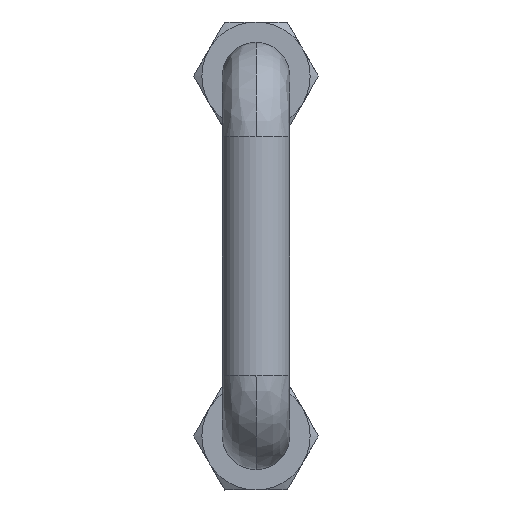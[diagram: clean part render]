
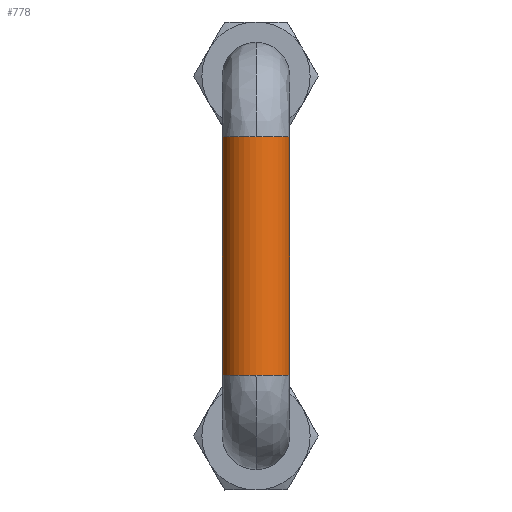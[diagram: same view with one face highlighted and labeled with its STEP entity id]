
A CAD part, left-side view. The second image highlights one B-rep face of the part: STEP entity #778.
In plain terms, the highlighted cylindrical face has radius 2.5 mm (diameter 5 mm), a partial arc.
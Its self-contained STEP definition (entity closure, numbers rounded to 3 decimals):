
#7 = LINE ( 'NONE', #525, #967 ) ;
#21 = EDGE_CURVE ( 'NONE', #494, #1269, #923, .T. ) ;
#94 = FACE_OUTER_BOUND ( 'NONE', #1497, .T. ) ;
#111 = AXIS2_PLACEMENT_3D ( 'NONE', #614, #1482, #1296 ) ;
#139 = AXIS2_PLACEMENT_3D ( 'NONE', #195, #209, #183 ) ;
#183 = DIRECTION ( 'NONE',  ( 1., 0., 0. ) ) ;
#195 = CARTESIAN_POINT ( 'NONE',  ( -85., -22.1, 0. ) ) ;
#209 = DIRECTION ( 'NONE',  ( 0., -1., 0. ) ) ;
#225 = EDGE_CURVE ( 'NONE', #1269, #1194, #1354, .T. ) ;
#262 = VERTEX_POINT ( 'NONE', #1443 ) ;
#283 = CIRCLE ( 'NONE', #542, 2.5 ) ;
#295 = DIRECTION ( 'NONE',  ( 0., -1., 0. ) ) ;
#317 = CARTESIAN_POINT ( 'NONE',  ( -85., -4.5, -2.5 ) ) ;
#321 = CARTESIAN_POINT ( 'NONE',  ( -87.5, -22.1, 0. ) ) ;
#326 = DIRECTION ( 'NONE',  ( 0., 0., -1. ) ) ;
#412 = CARTESIAN_POINT ( 'NONE',  ( -85., -4.5, 2.5 ) ) ;
#420 = VERTEX_POINT ( 'NONE', #1467 ) ;
#494 = VERTEX_POINT ( 'NONE', #839 ) ;
#508 = DIRECTION ( 'NONE',  ( 0., -1., 0. ) ) ;
#525 = CARTESIAN_POINT ( 'NONE',  ( -85., -4.5, -2.5 ) ) ;
#527 = VECTOR ( 'NONE', #781, 1000. ) ;
#535 = DIRECTION ( 'NONE',  ( 1., 0., 0. ) ) ;
#542 = AXIS2_PLACEMENT_3D ( 'NONE', #1637, #699, #691 ) ;
#574 = CARTESIAN_POINT ( 'NONE',  ( -85., -22.1, 0. ) ) ;
#614 = CARTESIAN_POINT ( 'NONE',  ( -85., -4.5, 0. ) ) ;
#618 = CARTESIAN_POINT ( 'NONE',  ( -85., -4.5, 0. ) ) ;
#691 = DIRECTION ( 'NONE',  ( 0., 0., -1. ) ) ;
#699 = DIRECTION ( 'NONE',  ( 0., 1., 0. ) ) ;
#744 = EDGE_CURVE ( 'NONE', #865, #420, #1213, .T. ) ;
#778 = ADVANCED_FACE ( 'NONE', ( #94 ), #1184, .T. ) ;
#781 = DIRECTION ( 'NONE',  ( 0., -1., 0. ) ) ;
#839 = CARTESIAN_POINT ( 'NONE',  ( -85., -4.5, 2.5 ) ) ;
#865 = VERTEX_POINT ( 'NONE', #317 ) ;
#923 = LINE ( 'NONE', #412, #527 ) ;
#967 = VECTOR ( 'NONE', #976, 1000. ) ;
#976 = DIRECTION ( 'NONE',  ( 0., -1., 0. ) ) ;
#988 = EDGE_CURVE ( 'NONE', #1194, #262, #1344, .T. ) ;
#1063 = AXIS2_PLACEMENT_3D ( 'NONE', #574, #508, #535 ) ;
#1184 = CYLINDRICAL_SURFACE ( 'NONE', #1505, 2.5 ) ;
#1194 = VERTEX_POINT ( 'NONE', #321 ) ;
#1203 = EDGE_CURVE ( 'NONE', #420, #494, #283, .T. ) ;
#1213 = CIRCLE ( 'NONE', #111, 2.5 ) ;
#1251 = EDGE_CURVE ( 'NONE', #865, #262, #7, .T. ) ;
#1252 = ORIENTED_EDGE ( 'NONE', *, *, #225, .F. ) ;
#1269 = VERTEX_POINT ( 'NONE', #1522 ) ;
#1296 = DIRECTION ( 'NONE',  ( 0., 0., -1. ) ) ;
#1315 = ORIENTED_EDGE ( 'NONE', *, *, #744, .F. ) ;
#1332 = ORIENTED_EDGE ( 'NONE', *, *, #1251, .T. ) ;
#1344 = CIRCLE ( 'NONE', #1063, 2.5 ) ;
#1354 = CIRCLE ( 'NONE', #139, 2.5 ) ;
#1443 = CARTESIAN_POINT ( 'NONE',  ( -85., -22.1, -2.5 ) ) ;
#1467 = CARTESIAN_POINT ( 'NONE',  ( -87.5, -4.5, 0. ) ) ;
#1482 = DIRECTION ( 'NONE',  ( 0., 1., 0. ) ) ;
#1497 = EDGE_LOOP ( 'NONE', ( #1680, #1634, #1315, #1332, #1706, #1252 ) ) ;
#1505 = AXIS2_PLACEMENT_3D ( 'NONE', #618, #295, #326 ) ;
#1522 = CARTESIAN_POINT ( 'NONE',  ( -85., -22.1, 2.5 ) ) ;
#1634 = ORIENTED_EDGE ( 'NONE', *, *, #1203, .F. ) ;
#1637 = CARTESIAN_POINT ( 'NONE',  ( -85., -4.5, 0. ) ) ;
#1680 = ORIENTED_EDGE ( 'NONE', *, *, #21, .F. ) ;
#1706 = ORIENTED_EDGE ( 'NONE', *, *, #988, .F. ) ;
